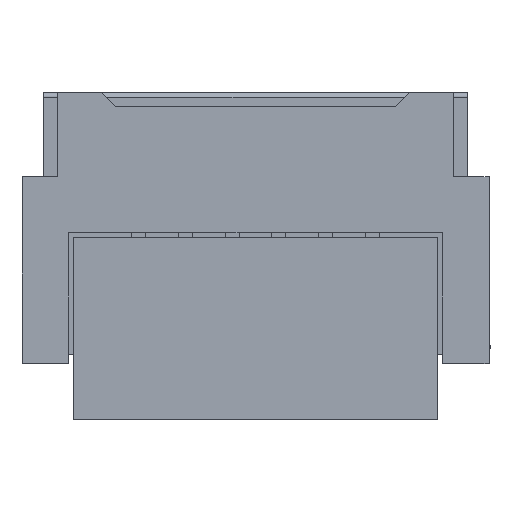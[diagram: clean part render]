
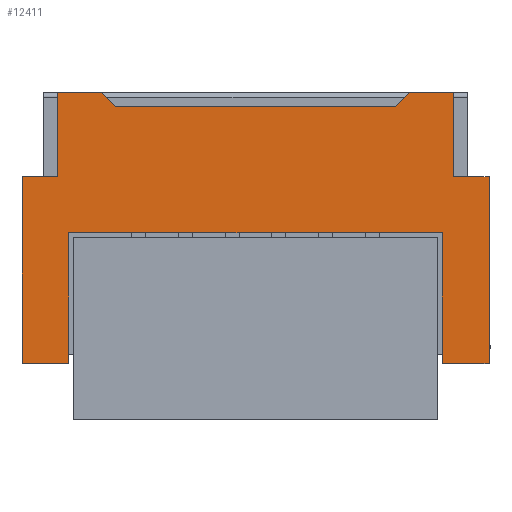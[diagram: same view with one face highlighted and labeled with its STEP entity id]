
A CAD part, top view. The second image highlights one B-rep face of the part: STEP entity #12411.
In plain terms, the highlighted planar face has unit normal (0, 0, 1).
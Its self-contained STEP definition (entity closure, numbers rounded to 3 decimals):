
#486 = CARTESIAN_POINT ( 'NONE',  ( 2.5, -1.15, 1. ) ) ;
#612 = LINE ( 'NONE', #486, #3796 ) ;
#645 = CARTESIAN_POINT ( 'NONE',  ( 2.5, -1.15, 1. ) ) ;
#775 = EDGE_CURVE ( 'NONE', #23716, #15901, #16649, .T. ) ;
#971 = ORIENTED_EDGE ( 'NONE', *, *, #1134, .T. ) ;
#1085 = ORIENTED_EDGE ( 'NONE', *, *, #11521, .T. ) ;
#1102 = ORIENTED_EDGE ( 'NONE', *, *, #2632, .F. ) ;
#1134 = EDGE_CURVE ( 'NONE', #23716, #8456, #23362, .T. ) ;
#1242 = ORIENTED_EDGE ( 'NONE', *, *, #24651, .T. ) ;
#1536 = VERTEX_POINT ( 'NONE', #6282 ) ;
#1541 = LINE ( 'NONE', #7207, #24640 ) ;
#2154 = ORIENTED_EDGE ( 'NONE', *, *, #19079, .T. ) ;
#2216 = DIRECTION ( 'NONE',  ( -1., 0., 0. ) ) ;
#2309 = VECTOR ( 'NONE', #3186, 1000. ) ;
#2632 = EDGE_CURVE ( 'NONE', #20732, #23417, #3200, .T. ) ;
#2713 = VECTOR ( 'NONE', #8422, 1000. ) ;
#2758 = LINE ( 'NONE', #21592, #14586 ) ;
#2960 = LINE ( 'NONE', #14548, #2309 ) ;
#3186 = DIRECTION ( 'NONE',  ( 1., 0., 0. ) ) ;
#3200 = LINE ( 'NONE', #16175, #14652 ) ;
#3526 = EDGE_CURVE ( 'NONE', #6219, #13005, #612, .T. ) ;
#3796 = VECTOR ( 'NONE', #21951, 1000. ) ;
#3830 = CARTESIAN_POINT ( 'NONE',  ( 2., 0.25, 1. ) ) ;
#4799 = CARTESIAN_POINT ( 'NONE',  ( 2.5, 0.85, 1. ) ) ;
#5038 = ORIENTED_EDGE ( 'NONE', *, *, #11702, .F. ) ;
#5048 = LINE ( 'NONE', #16708, #22410 ) ;
#5121 = VECTOR ( 'NONE', #20901, 1000. ) ;
#5752 = VERTEX_POINT ( 'NONE', #12463 ) ;
#5983 = DIRECTION ( 'NONE',  ( -1., 0., 0. ) ) ;
#6150 = VECTOR ( 'NONE', #20785, 1000. ) ;
#6219 = VERTEX_POINT ( 'NONE', #19844 ) ;
#6282 = CARTESIAN_POINT ( 'NONE',  ( 1.65, 1.75, 1. ) ) ;
#6398 = CARTESIAN_POINT ( 'NONE',  ( -2., 0.25, 1. ) ) ;
#7053 = DIRECTION ( 'NONE',  ( -0.707, -0.707, 0. ) ) ;
#7207 = CARTESIAN_POINT ( 'NONE',  ( 2.12, 1.75, 1. ) ) ;
#7486 = VERTEX_POINT ( 'NONE', #9878 ) ;
#8082 = LINE ( 'NONE', #23403, #22150 ) ;
#8377 = CARTESIAN_POINT ( 'NONE',  ( -2.12, 0.85, 1. ) ) ;
#8422 = DIRECTION ( 'NONE',  ( -1., 0., 0. ) ) ;
#8456 = VERTEX_POINT ( 'NONE', #19925 ) ;
#8706 = VECTOR ( 'NONE', #15270, 1000. ) ;
#8948 = EDGE_CURVE ( 'NONE', #5752, #23417, #12459, .T. ) ;
#9041 = DIRECTION ( 'NONE',  ( 0., 0., 1. ) ) ;
#9269 = CARTESIAN_POINT ( 'NONE',  ( -2.12, 1.75, 1. ) ) ;
#9361 = CARTESIAN_POINT ( 'NONE',  ( -2., -2.55, 1. ) ) ;
#9621 = LINE ( 'NONE', #9754, #5121 ) ;
#9629 = AXIS2_PLACEMENT_3D ( 'NONE', #20466, #9041, #16606 ) ;
#9701 = ORIENTED_EDGE ( 'NONE', *, *, #8948, .T. ) ;
#9754 = CARTESIAN_POINT ( 'NONE',  ( -0.1, 0.2, 1. ) ) ;
#9878 = CARTESIAN_POINT ( 'NONE',  ( -1.65, 1.75, 1. ) ) ;
#10177 = EDGE_CURVE ( 'NONE', #23448, #23909, #2758, .T. ) ;
#10473 = FACE_OUTER_BOUND ( 'NONE', #20848, .T. ) ;
#10702 = EDGE_CURVE ( 'NONE', #20732, #22295, #1541, .T. ) ;
#10725 = CARTESIAN_POINT ( 'NONE',  ( 2.12, 0.85, 1. ) ) ;
#10887 = CARTESIAN_POINT ( 'NONE',  ( -2.12, 1.75, 1. ) ) ;
#11343 = ORIENTED_EDGE ( 'NONE', *, *, #3526, .T. ) ;
#11496 = DIRECTION ( 'NONE',  ( 0., 1., 0. ) ) ;
#11521 = EDGE_CURVE ( 'NONE', #24138, #7486, #9621, .T. ) ;
#11702 = EDGE_CURVE ( 'NONE', #23909, #12899, #13488, .T. ) ;
#11955 = VECTOR ( 'NONE', #15021, 1000. ) ;
#12034 = LINE ( 'NONE', #23426, #18944 ) ;
#12411 = ADVANCED_FACE ( 'NONE', ( #10473 ), #17633, .T. ) ;
#12459 = LINE ( 'NONE', #645, #13787 ) ;
#12463 = CARTESIAN_POINT ( 'NONE',  ( 2.5, -1.15, 1. ) ) ;
#12899 = VERTEX_POINT ( 'NONE', #6398 ) ;
#13005 = VERTEX_POINT ( 'NONE', #23800 ) ;
#13036 = LINE ( 'NONE', #13153, #6150 ) ;
#13153 = CARTESIAN_POINT ( 'NONE',  ( 1.5, 1.6, 1. ) ) ;
#13461 = ORIENTED_EDGE ( 'NONE', *, *, #10177, .F. ) ;
#13488 = LINE ( 'NONE', #3830, #8706 ) ;
#13653 = CARTESIAN_POINT ( 'NONE',  ( 2.12, 1.75, 1. ) ) ;
#13787 = VECTOR ( 'NONE', #19836, 1000. ) ;
#14548 = CARTESIAN_POINT ( 'NONE',  ( 2.5, -1.15, 1. ) ) ;
#14586 = VECTOR ( 'NONE', #19816, 1000. ) ;
#14644 = ORIENTED_EDGE ( 'NONE', *, *, #21692, .F. ) ;
#14652 = VECTOR ( 'NONE', #18168, 1000. ) ;
#14762 = EDGE_CURVE ( 'NONE', #24138, #22713, #13036, .T. ) ;
#14895 = EDGE_CURVE ( 'NONE', #8456, #6219, #23668, .T. ) ;
#15021 = DIRECTION ( 'NONE',  ( 0., 1., 0. ) ) ;
#15030 = DIRECTION ( 'NONE',  ( 0., -1., 0. ) ) ;
#15149 = ORIENTED_EDGE ( 'NONE', *, *, #14762, .F. ) ;
#15270 = DIRECTION ( 'NONE',  ( -1., 0., 0. ) ) ;
#15901 = VERTEX_POINT ( 'NONE', #9269 ) ;
#15980 = CARTESIAN_POINT ( 'NONE',  ( -1.5, 1.6, 1. ) ) ;
#16175 = CARTESIAN_POINT ( 'NONE',  ( 2.12, 0.85, 1. ) ) ;
#16606 = DIRECTION ( 'NONE',  ( -1., 0., 0. ) ) ;
#16649 = LINE ( 'NONE', #10887, #11955 ) ;
#16708 = CARTESIAN_POINT ( 'NONE',  ( 0.1, 0.2, 1. ) ) ;
#16822 = ORIENTED_EDGE ( 'NONE', *, *, #19916, .T. ) ;
#17473 = ORIENTED_EDGE ( 'NONE', *, *, #17806, .T. ) ;
#17633 = PLANE ( 'NONE',  #9629 ) ;
#17806 = EDGE_CURVE ( 'NONE', #22295, #1536, #8082, .T. ) ;
#18168 = DIRECTION ( 'NONE',  ( 1., 0., 0. ) ) ;
#18212 = CARTESIAN_POINT ( 'NONE',  ( 2., -1.15, 1. ) ) ;
#18944 = VECTOR ( 'NONE', #2216, 1000. ) ;
#19079 = EDGE_CURVE ( 'NONE', #1536, #22713, #5048, .T. ) ;
#19771 = DIRECTION ( 'NONE',  ( 0., -1., 0. ) ) ;
#19816 = DIRECTION ( 'NONE',  ( 0., 1., 0. ) ) ;
#19836 = DIRECTION ( 'NONE',  ( 0., 1., 0. ) ) ;
#19844 = CARTESIAN_POINT ( 'NONE',  ( -2.5, -1.15, 1. ) ) ;
#19916 = EDGE_CURVE ( 'NONE', #23448, #5752, #2960, .T. ) ;
#19925 = CARTESIAN_POINT ( 'NONE',  ( -2.5, 0.85, 1. ) ) ;
#20144 = VECTOR ( 'NONE', #19771, 1000. ) ;
#20466 = CARTESIAN_POINT ( 'NONE',  ( 0., 0.3, 1. ) ) ;
#20732 = VERTEX_POINT ( 'NONE', #10725 ) ;
#20769 = VECTOR ( 'NONE', #15030, 1000. ) ;
#20785 = DIRECTION ( 'NONE',  ( 1., 0., 0. ) ) ;
#20848 = EDGE_LOOP ( 'NONE', ( #15149, #1085, #1242, #22592, #971, #23762, #11343, #14644, #5038, #13461, #16822, #9701, #1102, #22754, #17473, #2154 ) ) ;
#20901 = DIRECTION ( 'NONE',  ( -0.707, 0.707, 0. ) ) ;
#21410 = CARTESIAN_POINT ( 'NONE',  ( 2., 0.25, 1. ) ) ;
#21592 = CARTESIAN_POINT ( 'NONE',  ( 2., 0.3, 1. ) ) ;
#21624 = CARTESIAN_POINT ( 'NONE',  ( 1.5, 1.6, 1. ) ) ;
#21692 = EDGE_CURVE ( 'NONE', #12899, #13005, #24768, .T. ) ;
#21951 = DIRECTION ( 'NONE',  ( 1., 0., 0. ) ) ;
#22150 = VECTOR ( 'NONE', #5983, 1000. ) ;
#22295 = VERTEX_POINT ( 'NONE', #13653 ) ;
#22410 = VECTOR ( 'NONE', #7053, 1000. ) ;
#22592 = ORIENTED_EDGE ( 'NONE', *, *, #775, .F. ) ;
#22713 = VERTEX_POINT ( 'NONE', #21624 ) ;
#22754 = ORIENTED_EDGE ( 'NONE', *, *, #10702, .T. ) ;
#23362 = LINE ( 'NONE', #23486, #2713 ) ;
#23403 = CARTESIAN_POINT ( 'NONE',  ( 2.5, 1.75, 1. ) ) ;
#23417 = VERTEX_POINT ( 'NONE', #4799 ) ;
#23426 = CARTESIAN_POINT ( 'NONE',  ( 2.5, 1.75, 1. ) ) ;
#23427 = CARTESIAN_POINT ( 'NONE',  ( -2.5, -1.15, 1. ) ) ;
#23448 = VERTEX_POINT ( 'NONE', #18212 ) ;
#23486 = CARTESIAN_POINT ( 'NONE',  ( -2.12, 0.85, 1. ) ) ;
#23668 = LINE ( 'NONE', #23427, #20144 ) ;
#23716 = VERTEX_POINT ( 'NONE', #8377 ) ;
#23762 = ORIENTED_EDGE ( 'NONE', *, *, #14895, .T. ) ;
#23800 = CARTESIAN_POINT ( 'NONE',  ( -2., -1.15, 1. ) ) ;
#23909 = VERTEX_POINT ( 'NONE', #21410 ) ;
#24138 = VERTEX_POINT ( 'NONE', #15980 ) ;
#24640 = VECTOR ( 'NONE', #11496, 1000. ) ;
#24651 = EDGE_CURVE ( 'NONE', #7486, #15901, #12034, .T. ) ;
#24768 = LINE ( 'NONE', #9361, #20769 ) ;
